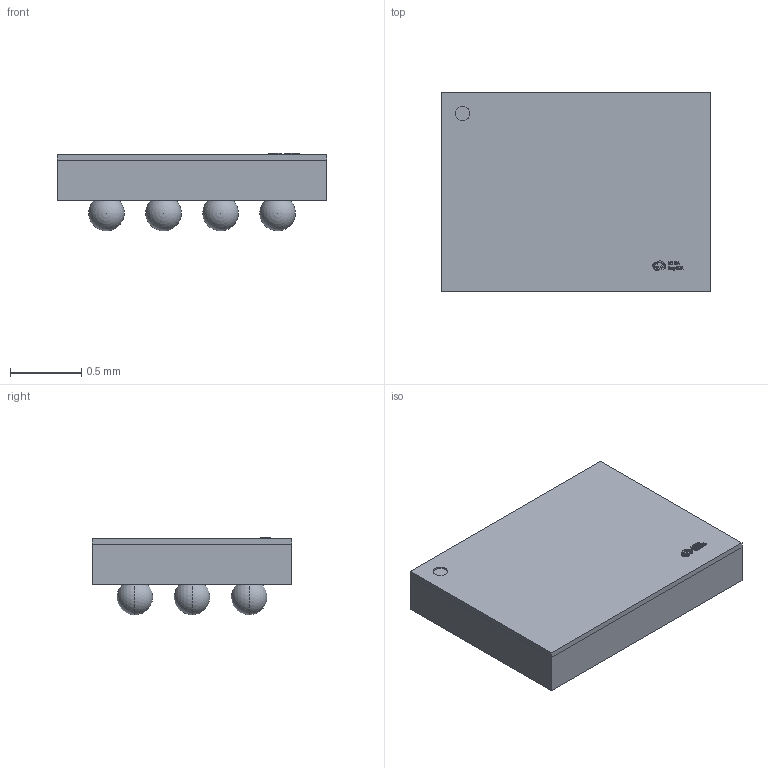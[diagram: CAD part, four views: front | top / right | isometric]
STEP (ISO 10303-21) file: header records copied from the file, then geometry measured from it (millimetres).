
FILE_DESCRIPTION (( 'STEP AP214' ), '1' );
FILE_NAME ('DSBGA-12_L1.9-W1.4-H0.5-R3-C4-P0.40-TL.step', '2022-06-22T14:25:38', ( '' ), ( '' ), 'SwSTEP 2.0', 'SolidWorks 2020', '' );
FILE_SCHEMA (( 'AUTOMOTIVE_DESIGN' ));
Length unit declared in the file: millimetre
Products named in the file (1): DSBGA-12_L1.9-W1.4-H0.5-R3-C4-P0.40-TL
Bounding box: 1.89 x 1.4 x 0.55 mm (x, y, z)
Volume: 1 mm3; surface area: 15 mm2
Topology: 14 solids, 14 shells, 334 faces, 909 edges, 606 vertices
Faces by surface type: plane 196, bspline 112, sphere 24, cylinder 2
Entity records: 14431 total; most frequent: CARTESIAN_POINT 3858, ORIENTED_EDGE 1698, DIRECTION 1119, EDGE_CURVE 849, VERTEX_POINT 570, LINE 569, VECTOR 569, EDGE_LOOP 361
